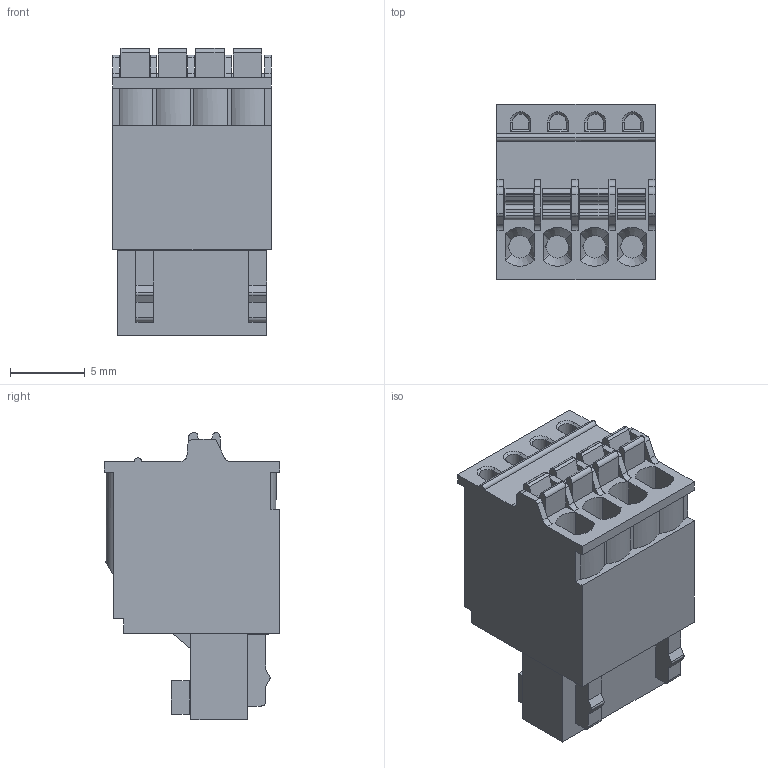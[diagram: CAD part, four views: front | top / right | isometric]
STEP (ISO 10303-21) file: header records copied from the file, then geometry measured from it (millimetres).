
FILE_DESCRIPTION(('CATIA V5R24 STEP','CAx-IF Rec.Pracs.--- Model Styling and Organization---1.2---2011-12-15'),'2;1');
FILE_NAME ('D1462118_0_2439670000_2439670000.stp','2016-04-19T12:22:06+00:00',('none'),('Weidmueller'),'CATIA Version 5-6 Release 2014 SP4','CATIA V5 STEP AP214','none');
FILE_SCHEMA(('AUTOMOTIVE_DESIGN { 1 0 10303 214 1 1 1 1 }'));
Length unit declared in the file: millimetre
Products named in the file (1): 2439670000_BLF 2.50/04/180 SN BK BX
Bounding box: 10.6 x 11.75 x 19.2 mm (x, y, z)
Volume: 1507 mm3; surface area: 1350.8 mm2
Topology: 1 solids, 1 shells, 304 faces, 795 edges, 516 vertices
Faces by surface type: plane 177, cylinder 95, cone 24, bspline 8
Entity records: 10185 total; most frequent: CARTESIAN_POINT 2915, ORIENTED_EDGE 1590, DIRECTION 1290, EDGE_CURVE 795, VECTOR 562, LINE 562, VERTEX_POINT 516, AXIS2_PLACEMENT_3D 433
